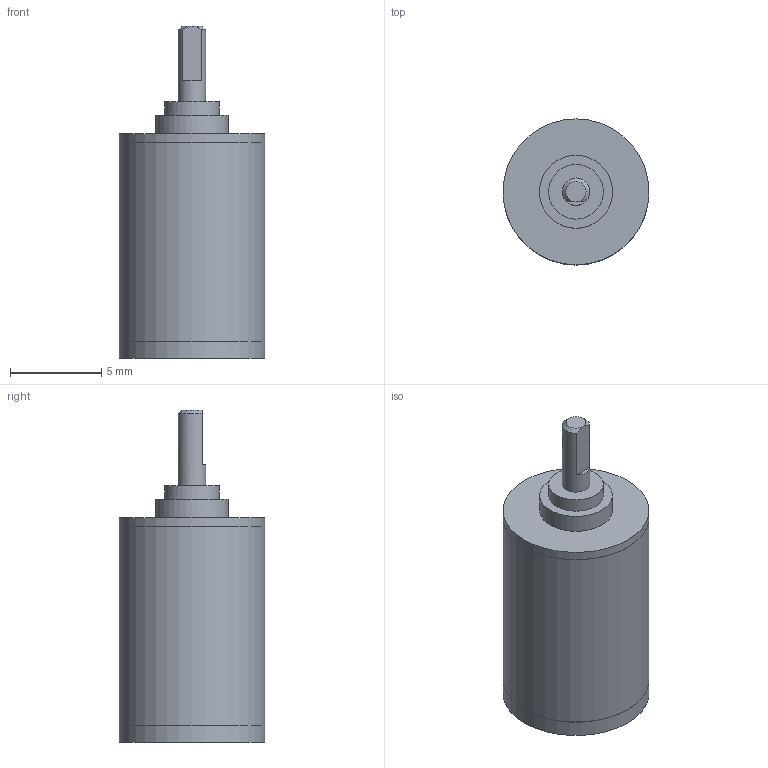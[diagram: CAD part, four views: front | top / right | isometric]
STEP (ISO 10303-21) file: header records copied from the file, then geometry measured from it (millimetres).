
FILE_DESCRIPTION(/* description */ (''),/* implementation_level */ '2;1');
FILE_NAME(/* name */ '08-1K_2.stp',/* time_stamp */ '2016-08-23T12:14:36+02:00',/* author */ ('DR. FRITZ FAULHABER GmbH & Co. KG'),/* organization */ ('DR. FRITZ FAULHABER GmbH & Co. KG'),/* preprocessor_version */ 'ST-DEVELOPER v16',/* originating_system */ 'SIEMENS PLM Software NX 10.0',/* authorisation */ '');
FILE_SCHEMA (('AUTOMOTIVE_DESIGN { 1 0 10303 214 3 1 1 1 }'));
Length unit declared in the file: millimetre
Products named in the file (1): H00000383_A
Bounding box: 8 x 8 x 18.2 mm (x, y, z)
Volume: 557.9 mm3; surface area: 518.1 mm2
Topology: 1 solids, 1 shells, 28 faces, 47 edges, 31 vertices
Faces by surface type: plane 14, cylinder 12, cone 2
Full cylindrical faces by diameter (mm): 1.5 x1, 2.54 x1, 2.94 x1, 3 x1, 4 x1, 4.959 x1, 6 x1, 7.99 x2, 8 x3
Entity records: 609 total; most frequent: DIRECTION 113, CARTESIAN_POINT 100, ORIENTED_EDGE 62, AXIS2_PLACEMENT_3D 55, EDGE_LOOP 51, FACE_BOUND 46, EDGE_CURVE 31, ADVANCED_FACE 28
